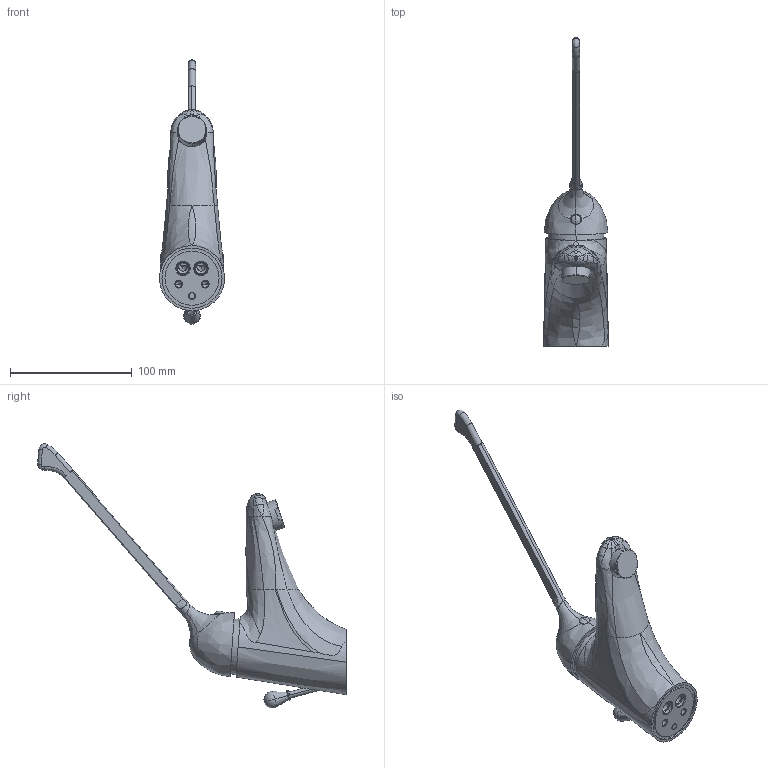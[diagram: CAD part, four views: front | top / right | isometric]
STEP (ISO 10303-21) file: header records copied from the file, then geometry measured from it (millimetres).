
FILE_DESCRIPTION((''),'2;1');
FILE_NAME('DU300CR','2021-11-09T13:48:35',('ut3'),('PAFFONI SpA'),'CREO PARAMETRIC BY PTC INC, 2020044','CREO PARAMETRIC BY PTC INC, 2020044','');
FILE_SCHEMA(('CONFIG_CONTROL_DESIGN','SHAPE_APPEARANCE_LAYERS_GROUPS'));
Length unit declared in the file: millimetre
Products named in the file (1): DU300CR
Bounding box: 53.5 x 253.91 x 217.39 mm (x, y, z)
Volume: 287599.4 mm3; surface area: 67453.9 mm2
Topology: 3 solids, 3 shells, 263 faces, 672 edges, 415 vertices
Faces by surface type: bspline 73, cylinder 72, plane 54, cone 44, torus 10, sphere 10
Entity records: 15345 total; most frequent: CARTESIAN_POINT 7656, ORIENTED_EDGE 1310, DIRECTION 1044, EDGE_CURVE 655, AXIS2_PLACEMENT_3D 437, VERTEX_POINT 415, EDGE_LOOP 292, FILL_AREA_STYLE_COLOUR 266
